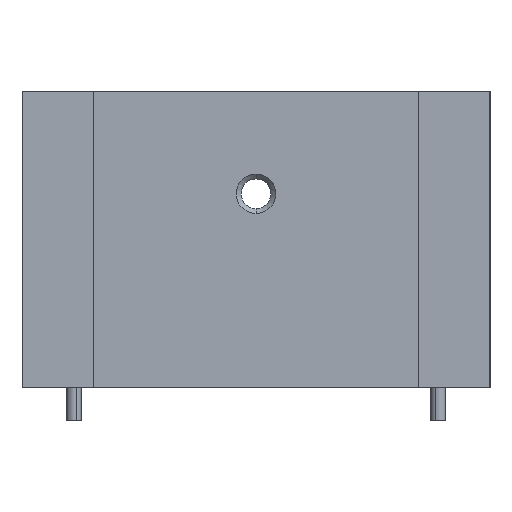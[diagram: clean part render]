
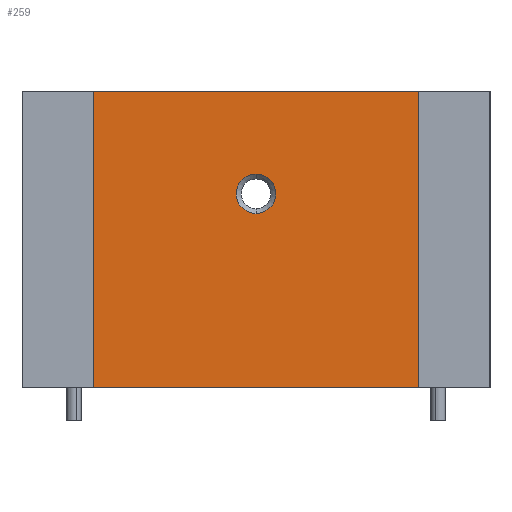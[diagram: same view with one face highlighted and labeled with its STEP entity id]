
A CAD part, front view. The second image highlights one B-rep face of the part: STEP entity #259.
In plain terms, the highlighted planar face has unit normal (0, -1, 0).
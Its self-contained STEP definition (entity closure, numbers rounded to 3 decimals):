
#26 = VECTOR ( 'NONE', #246, 1000. ) ;
#28 = CIRCLE ( 'NONE', #1115, 2. ) ;
#47 = FACE_BOUND ( 'NONE', #905, .T. ) ;
#94 = EDGE_CURVE ( 'NONE', #1321, #1384, #555, .T. ) ;
#158 = CARTESIAN_POINT ( 'NONE',  ( 16.5, -0.5, -15. ) ) ;
#167 = DIRECTION ( 'NONE',  ( 1., 0., 0. ) ) ;
#187 = EDGE_CURVE ( 'NONE', #1271, #1002, #472, .T. ) ;
#204 = VERTEX_POINT ( 'NONE', #983 ) ;
#218 = AXIS2_PLACEMENT_3D ( 'NONE', #1683, #1137, #1396 ) ;
#246 = DIRECTION ( 'NONE',  ( 0., 0., -1. ) ) ;
#259 = ADVANCED_FACE ( 'NONE', ( #47, #1280 ), #588, .F. ) ;
#262 = DIRECTION ( 'NONE',  ( 0., 1., 0. ) ) ;
#288 = CARTESIAN_POINT ( 'NONE',  ( -16.5, -0.5, 15. ) ) ;
#305 = DIRECTION ( 'NONE',  ( 0., 1., 0. ) ) ;
#310 = ORIENTED_EDGE ( 'NONE', *, *, #1007, .F. ) ;
#380 = LINE ( 'NONE', #1166, #26 ) ;
#381 = ORIENTED_EDGE ( 'NONE', *, *, #387, .F. ) ;
#387 = EDGE_CURVE ( 'NONE', #889, #1384, #380, .T. ) ;
#403 = DIRECTION ( 'NONE',  ( 0., 0., 1. ) ) ;
#419 = DIRECTION ( 'NONE',  ( 1., 0., 0. ) ) ;
#468 = EDGE_LOOP ( 'NONE', ( #1591, #381, #310, #1330 ) ) ;
#472 = CIRCLE ( 'NONE', #218, 2. ) ;
#552 = CARTESIAN_POINT ( 'NONE',  ( 0., -0.5, 2.65 ) ) ;
#555 = LINE ( 'NONE', #158, #671 ) ;
#588 = PLANE ( 'NONE',  #1601 ) ;
#610 = EDGE_CURVE ( 'NONE', #204, #1321, #965, .T. ) ;
#657 = CARTESIAN_POINT ( 'NONE',  ( 0., -0.5, 4.65 ) ) ;
#671 = VECTOR ( 'NONE', #167, 1000. ) ;
#889 = VERTEX_POINT ( 'NONE', #1191 ) ;
#905 = EDGE_LOOP ( 'NONE', ( #1015, #968 ) ) ;
#942 = CARTESIAN_POINT ( 'NONE',  ( 16.5, -0.5, -15. ) ) ;
#954 = EDGE_CURVE ( 'NONE', #1002, #1271, #28, .T. ) ;
#965 = LINE ( 'NONE', #288, #1144 ) ;
#968 = ORIENTED_EDGE ( 'NONE', *, *, #187, .T. ) ;
#983 = CARTESIAN_POINT ( 'NONE',  ( -16.5, -0.5, 15. ) ) ;
#1002 = VERTEX_POINT ( 'NONE', #552 ) ;
#1007 = EDGE_CURVE ( 'NONE', #204, #889, #1627, .T. ) ;
#1015 = ORIENTED_EDGE ( 'NONE', *, *, #954, .T. ) ;
#1115 = AXIS2_PLACEMENT_3D ( 'NONE', #657, #262, #403 ) ;
#1121 = CARTESIAN_POINT ( 'NONE',  ( 16.5, -0.5, 15. ) ) ;
#1129 = DIRECTION ( 'NONE',  ( 0., 0., 1. ) ) ;
#1137 = DIRECTION ( 'NONE',  ( 0., 1., 0. ) ) ;
#1144 = VECTOR ( 'NONE', #1342, 1000. ) ;
#1166 = CARTESIAN_POINT ( 'NONE',  ( 16.5, -0.5, 15. ) ) ;
#1191 = CARTESIAN_POINT ( 'NONE',  ( 16.5, -0.5, 15. ) ) ;
#1224 = CARTESIAN_POINT ( 'NONE',  ( 16.5, -0.5, 15. ) ) ;
#1271 = VERTEX_POINT ( 'NONE', #1434 ) ;
#1280 = FACE_OUTER_BOUND ( 'NONE', #468, .T. ) ;
#1321 = VERTEX_POINT ( 'NONE', #1530 ) ;
#1330 = ORIENTED_EDGE ( 'NONE', *, *, #610, .T. ) ;
#1342 = DIRECTION ( 'NONE',  ( 0., 0., -1. ) ) ;
#1384 = VERTEX_POINT ( 'NONE', #942 ) ;
#1396 = DIRECTION ( 'NONE',  ( 0., 0., 1. ) ) ;
#1434 = CARTESIAN_POINT ( 'NONE',  ( 0., -0.5, 6.65 ) ) ;
#1530 = CARTESIAN_POINT ( 'NONE',  ( -16.5, -0.5, -15. ) ) ;
#1591 = ORIENTED_EDGE ( 'NONE', *, *, #94, .T. ) ;
#1601 = AXIS2_PLACEMENT_3D ( 'NONE', #1121, #305, #1129 ) ;
#1627 = LINE ( 'NONE', #1224, #1633 ) ;
#1633 = VECTOR ( 'NONE', #419, 1000. ) ;
#1683 = CARTESIAN_POINT ( 'NONE',  ( 0., -0.5, 4.65 ) ) ;
